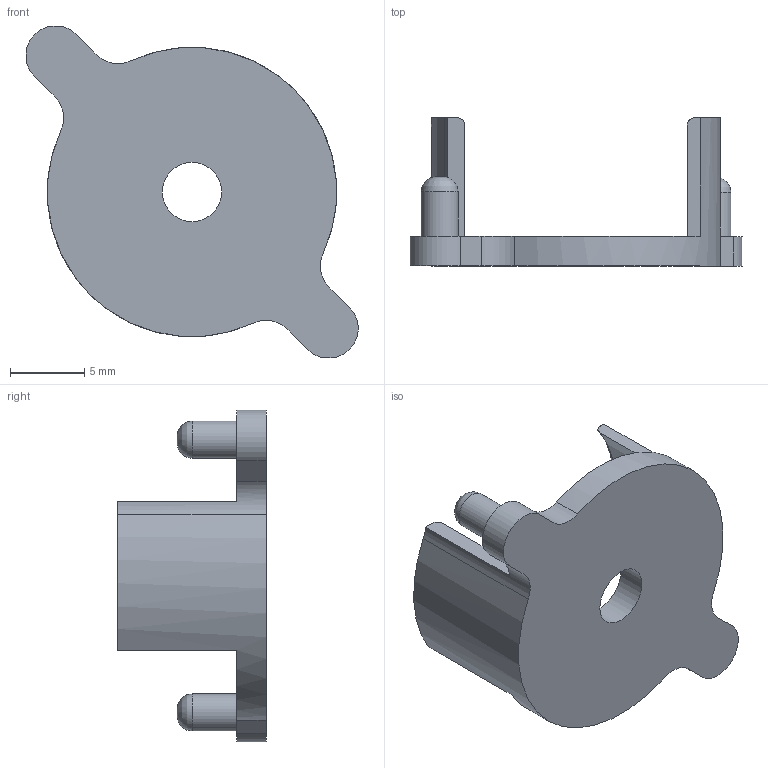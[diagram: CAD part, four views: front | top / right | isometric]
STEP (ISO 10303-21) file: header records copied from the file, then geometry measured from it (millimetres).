
FILE_DESCRIPTION(/* description */ (''),/* implementation_level */ '2;1');
FILE_NAME(/* name */ 'positive terminal.stp',/* time_stamp */ '2024-07-11T23:09:49-07:00',/* author */ ('devan'),/* organization */ (''),/* preprocessor_version */ 'ST-DEVELOPER v20',/* originating_system */ 'Autodesk Inventor 2024',/* authorisation */ '');
FILE_SCHEMA (('AUTOMOTIVE_DESIGN { 1 0 10303 214 3 1 1 }'));
Length unit declared in the file: millimetre
Products named in the file (1): positive terminal
Bounding box: 22.37 x 10 x 22.37 mm (x, y, z)
Volume: 816.9 mm3; surface area: 1253.9 mm2
Topology: 1 solids, 1 shells, 31 faces, 81 edges, 54 vertices
Faces by surface type: plane 14, cylinder 13, torus 2, bspline 2
Full cylindrical faces by diameter (mm): 2.5 x2, 4 x1
Entity records: 1092 total; most frequent: CARTESIAN_POINT 255, DIRECTION 175, ORIENTED_EDGE 162, EDGE_CURVE 81, AXIS2_PLACEMENT_3D 68, VERTEX_POINT 54, LINE 39, VECTOR 39
